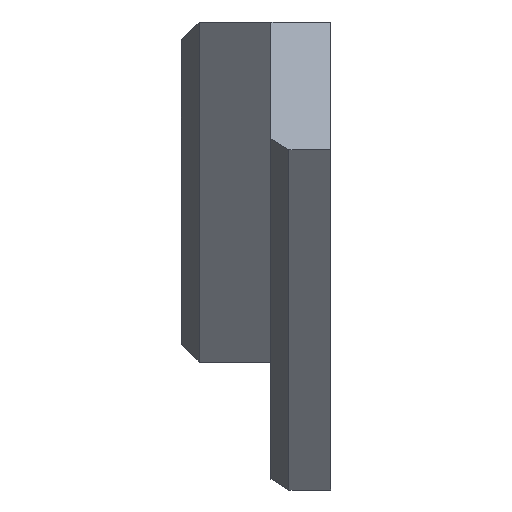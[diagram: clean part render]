
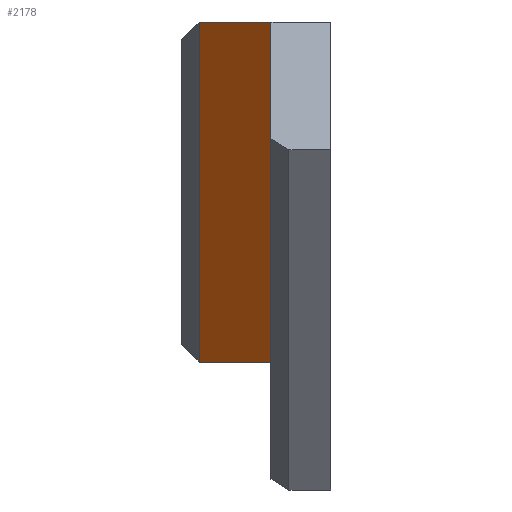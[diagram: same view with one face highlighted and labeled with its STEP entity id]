
A CAD part, left-side view. The second image highlights one B-rep face of the part: STEP entity #2178.
In plain terms, the highlighted planar face has unit normal (-0.792, 0, -0.61).
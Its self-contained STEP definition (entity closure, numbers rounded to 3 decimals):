
#26=FACE_OUTER_BOUND('',#154,.T.);
#154=EDGE_LOOP('',(#1420,#1421,#1422,#1423));
#285=LINE('',#3025,#600);
#286=LINE('',#3027,#601);
#287=LINE('',#3029,#602);
#288=LINE('',#3030,#603);
#600=VECTOR('',#2452,2.4);
#601=VECTOR('',#2453,14.34);
#602=VECTOR('',#2454,2.4);
#603=VECTOR('',#2455,14.34);
#915=VERTEX_POINT('',#3023);
#916=VERTEX_POINT('',#3024);
#917=VERTEX_POINT('',#3026);
#918=VERTEX_POINT('',#3028);
#1105=EDGE_CURVE('',#915,#916,#285,.T.);
#1106=EDGE_CURVE('',#916,#917,#286,.T.);
#1107=EDGE_CURVE('',#918,#917,#287,.T.);
#1108=EDGE_CURVE('',#915,#918,#288,.T.);
#1420=ORIENTED_EDGE('',*,*,#1105,.T.);
#1421=ORIENTED_EDGE('',*,*,#1106,.T.);
#1422=ORIENTED_EDGE('',*,*,#1107,.F.);
#1423=ORIENTED_EDGE('',*,*,#1108,.F.);
#2050=PLANE('',#2320);
#2178=ADVANCED_FACE('',(#26),#2050,.F.);
#2320=AXIS2_PLACEMENT_3D('',#3022,#2450,#2451);
#2450=DIRECTION('center_axis',(0.792,0.,0.61));
#2451=DIRECTION('ref_axis',(0.61,0.,-0.792));
#2452=DIRECTION('',(0.,1.,0.));
#2453=DIRECTION('',(0.61,0.,-0.792));
#2454=DIRECTION('',(0.,1.,0.));
#2455=DIRECTION('',(0.61,0.,-0.792));
#3022=CARTESIAN_POINT('Origin',(37.515,-2.,-54.909));
#3023=CARTESIAN_POINT('',(28.762,0.,-43.551));
#3024=CARTESIAN_POINT('',(28.762,2.4,-43.551));
#3025=CARTESIAN_POINT('',(28.762,0.,-43.551));
#3026=CARTESIAN_POINT('',(37.515,2.4,-54.909));
#3027=CARTESIAN_POINT('',(28.762,2.4,-43.551));
#3028=CARTESIAN_POINT('',(37.515,0.,-54.909));
#3029=CARTESIAN_POINT('',(37.515,0.,-54.909));
#3030=CARTESIAN_POINT('',(28.762,0.,-43.551));
